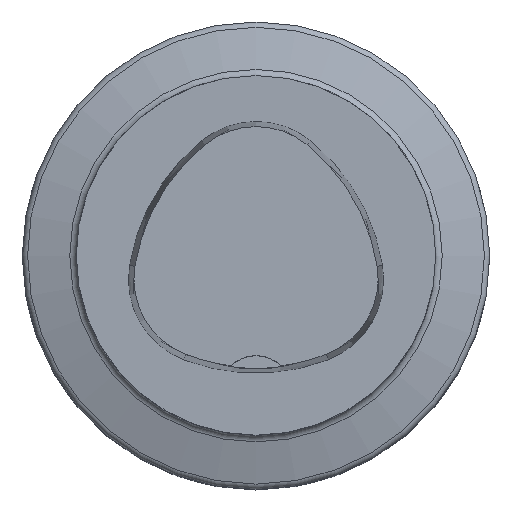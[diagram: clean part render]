
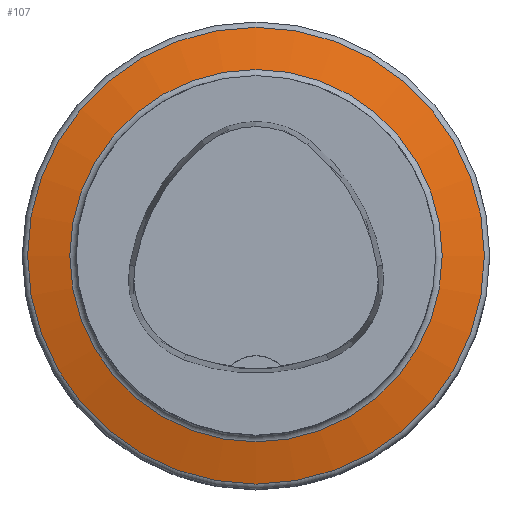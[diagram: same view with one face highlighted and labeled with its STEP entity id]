
A CAD part, top view. The second image highlights one B-rep face of the part: STEP entity #107.
In plain terms, the highlighted conical face has half-angle 75 degrees and reference radius 25 mm.
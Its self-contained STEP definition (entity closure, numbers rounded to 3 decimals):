
#60=CONICAL_SURFACE('',#545,25.,75.);
#107=ADVANCED_FACE('AR_BY_CN_GO_SU_3',(#151,#152),#60,.T.);
#136=CIRCLE('',#543,25.889);
#137=CIRCLE('',#544,31.759);
#151=FACE_BOUND('',#194,.T.);
#152=FACE_BOUND('',#195,.T.);
#194=EDGE_LOOP('',(#316));
#195=EDGE_LOOP('',(#317));
#316=ORIENTED_EDGE('',*,*,#422,.T.);
#317=ORIENTED_EDGE('',*,*,#423,.T.);
#365=VERTEX_POINT('',#831);
#366=VERTEX_POINT('',#833);
#422=EDGE_CURVE('',#365,#365,#136,.T.);
#423=EDGE_CURVE('',#366,#366,#137,.T.);
#543=AXIS2_PLACEMENT_3D('',#830,#685,#686);
#544=AXIS2_PLACEMENT_3D('',#832,#687,#688);
#545=AXIS2_PLACEMENT_3D('',#834,#689,#690);
#685=DIRECTION('',(0.,0.,-1.));
#686=DIRECTION('',(-1.,0.,0.));
#687=DIRECTION('',(0.,0.,1.));
#688=DIRECTION('',(-1.,0.,0.));
#689=DIRECTION('',(0.,0.,-1.));
#690=DIRECTION('',(-1.,0.,0.));
#830=CARTESIAN_POINT('',(0.,0.,-21.159));
#831=CARTESIAN_POINT('',(-25.889,0.,-21.159));
#832=CARTESIAN_POINT('',(0.,0.,-22.732));
#833=CARTESIAN_POINT('',(-31.759,0.,-22.732));
#834=CARTESIAN_POINT('',(0.,0.,-20.921));
